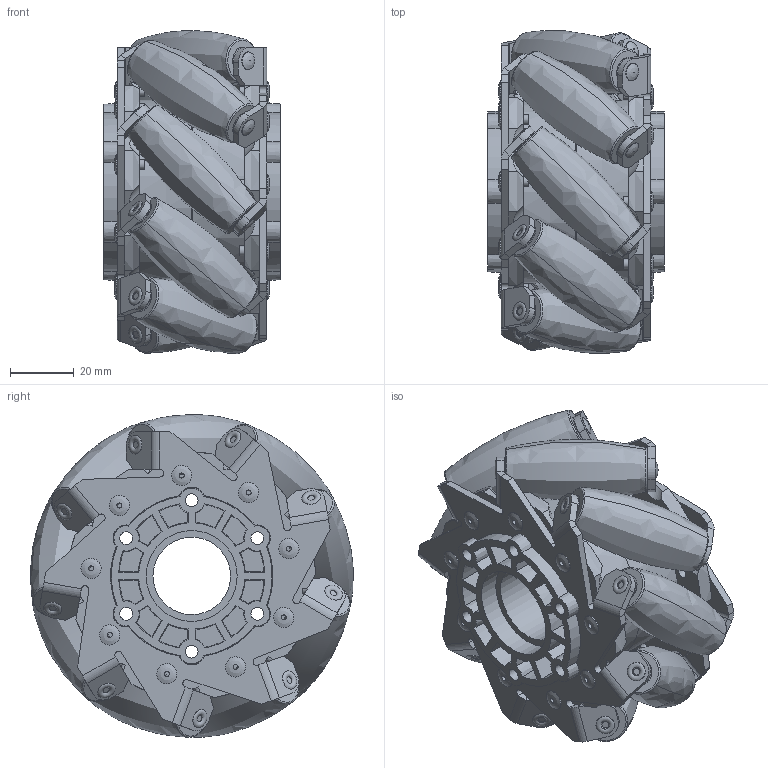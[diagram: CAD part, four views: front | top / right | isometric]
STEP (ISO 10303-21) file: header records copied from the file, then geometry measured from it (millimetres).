
FILE_DESCRIPTION(/* description */ (''),/* implementation_level */ '2;1');
FILE_NAME(/* name */ '4_ HD Mecanum Left v2.step',/* time_stamp */ '2016-10-17T17:20:47-07:00',/* author */ (''),/* organization */ (''),/* preprocessor_version */ 'ST-DEVELOPER v16.5',/* originating_system */ 'Autodesk Translation Framework v5.2.0.2031',/* authorisation */ '');
FILE_SCHEMA (('AUTOMOTIVE_DESIGN { 1 0 10303 214 3 1 1 }'));
Length unit declared in the file: centimetre
Products named in the file (9): 4" HD Mecanum Left v2; 4HD Mecanum Hub; 4HD Mecanum Left Plate_DefaultSM-FLAT-PATTERN; Brass tube; Oval Semi-Tubular Rivet; 125 rivet; 4HD Mecanum roller; 4HD Mecanum Roller Core ; 4HD Mecanum roller skin
Assembly tree (51 placements, depth 3):
  4" HD Mecanum Left v2
    4HD Mecanum Hub  x2
    4HD Mecanum roller  x9
      4HD Mecanum Roller Core 
      4HD Mecanum roller skin
    125 rivet  x18
    Oval Semi-Tubular Rivet  x9
    Brass tube  x9
    4HD Mecanum Left Plate_DefaultSM-FLAT-PATTERN  x2
Bounding box: 55.46 x 101.45 x 101.62 mm (x, y, z)
Volume: 193259.9 mm3; surface area: 153709.2 mm2
Topology: 58 solids, 58 shells, 1370 faces, 3262 edges, 2077 vertices
Faces by surface type: plane 605, cylinder 403, cone 197, bspline 129, torus 36
Full cylindrical faces by diameter (mm): 1.587 x18, 2.946 x9, 3.124 x9, 3.175 x18, 3.277 x36, 3.302 x36, 3.988 x12, 4.763 x18, 5.537 x9, 6.35 x18, 7.302 x18, 24.384 x2, 28.575 x2
Entity records: 17408 total; most frequent: CARTESIAN_POINT 4312, DIRECTION 2796, ORIENTED_EDGE 2516, EDGE_CURVE 1258, AXIS2_PLACEMENT_3D 1131, VERTEX_POINT 833, EDGE_LOOP 707, LINE 534
